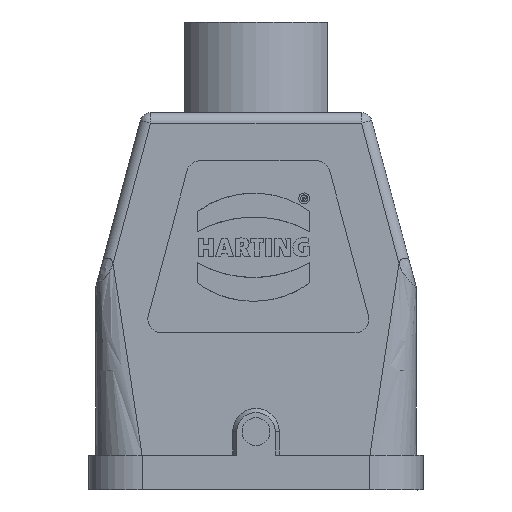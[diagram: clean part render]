
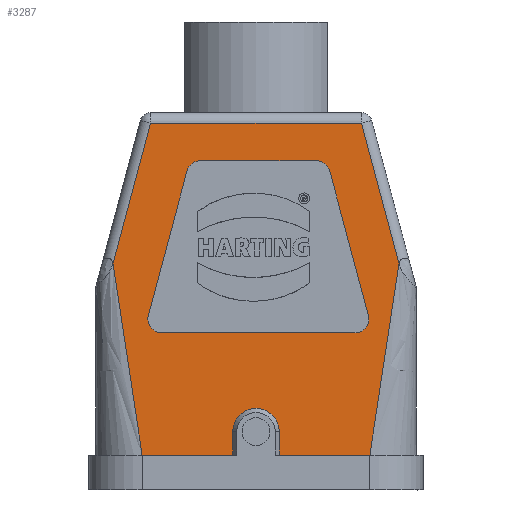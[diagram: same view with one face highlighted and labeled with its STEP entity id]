
A CAD part, front view. The second image highlights one B-rep face of the part: STEP entity #3287.
In plain terms, the highlighted planar face has unit normal (0, -1, 0).
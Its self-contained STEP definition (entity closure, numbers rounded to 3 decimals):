
#2129=LINE('',#10014,#2651);
#2132=LINE('',#10022,#2654);
#2135=LINE('',#10030,#2657);
#2137=LINE('',#10036,#2659);
#2138=LINE('',#10038,#2660);
#2237=LINE('',#10561,#2759);
#2251=LINE('',#11142,#2773);
#2253=LINE('',#11157,#2775);
#2257=LINE('',#11321,#2779);
#2275=LINE('',#11380,#2797);
#2276=LINE('',#11389,#2798);
#2277=LINE('',#11391,#2799);
#2278=LINE('',#11392,#2800);
#2651=VECTOR('',#8254,1.);
#2654=VECTOR('',#8263,1.);
#2657=VECTOR('',#8272,1.);
#2659=VECTOR('',#8280,1.);
#2660=VECTOR('',#8283,1.);
#2759=VECTOR('',#8610,1.);
#2773=VECTOR('',#8662,1.);
#2775=VECTOR('',#8670,1.);
#2779=VECTOR('',#8682,1.);
#2797=VECTOR('',#8720,1.);
#2798=VECTOR('',#8723,1.);
#2799=VECTOR('',#8724,1.);
#2800=VECTOR('',#8725,1.);
#3032=FACE_BOUND('',#4037,.T.);
#3033=FACE_BOUND('',#4038,.T.);
#3287=ADVANCED_FACE('',(#3032,#3033),#3487,.T.);
#3487=PLANE('',#7524);
#4037=EDGE_LOOP('',(#5212,#5213,#5214,#5215,#5216,#5217,#5218,#5219));
#4038=EDGE_LOOP('',(#5220,#5221,#5222,#5223,#5224,#5225,#5226,#5227,#5228,
#5229));
#5212=ORIENTED_EDGE('',*,*,#6387,.T.);
#5213=ORIENTED_EDGE('',*,*,#6374,.T.);
#5214=ORIENTED_EDGE('',*,*,#6376,.T.);
#5215=ORIENTED_EDGE('',*,*,#6378,.T.);
#5216=ORIENTED_EDGE('',*,*,#6380,.T.);
#5217=ORIENTED_EDGE('',*,*,#6382,.T.);
#5218=ORIENTED_EDGE('',*,*,#6384,.T.);
#5219=ORIENTED_EDGE('',*,*,#6386,.T.);
#5220=ORIENTED_EDGE('',*,*,#6617,.T.);
#5221=ORIENTED_EDGE('',*,*,#6549,.T.);
#5222=ORIENTED_EDGE('',*,*,#6583,.T.);
#5223=ORIENTED_EDGE('',*,*,#6587,.T.);
#5224=ORIENTED_EDGE('',*,*,#6595,.T.);
#5225=ORIENTED_EDGE('',*,*,#6619,.T.);
#5226=ORIENTED_EDGE('',*,*,#6620,.T.);
#5227=ORIENTED_EDGE('',*,*,#6392,.T.);
#5228=ORIENTED_EDGE('',*,*,#6388,.T.);
#5229=ORIENTED_EDGE('',*,*,#6621,.T.);
#5783=VERTEX_POINT('',#10007);
#5784=VERTEX_POINT('',#10009);
#5785=VERTEX_POINT('',#10013);
#5786=VERTEX_POINT('',#10017);
#5787=VERTEX_POINT('',#10021);
#5788=VERTEX_POINT('',#10025);
#5789=VERTEX_POINT('',#10029);
#5790=VERTEX_POINT('',#10033);
#5791=VERTEX_POINT('',#10039);
#5792=VERTEX_POINT('',#10040);
#5795=VERTEX_POINT('',#10048);
#5903=VERTEX_POINT('',#10553);
#5907=VERTEX_POINT('',#10562);
#5926=VERTEX_POINT('',#11141);
#5928=VERTEX_POINT('',#11156);
#5932=VERTEX_POINT('',#11320);
#5946=VERTEX_POINT('',#11381);
#5947=VERTEX_POINT('',#11390);
#6374=EDGE_CURVE('',#5783,#5784,#6786,.T.);
#6376=EDGE_CURVE('',#5784,#5785,#2129,.T.);
#6378=EDGE_CURVE('',#5785,#5786,#6787,.T.);
#6380=EDGE_CURVE('',#5786,#5787,#2132,.T.);
#6382=EDGE_CURVE('',#5787,#5788,#6788,.T.);
#6384=EDGE_CURVE('',#5788,#5789,#2135,.T.);
#6386=EDGE_CURVE('',#5789,#5790,#6789,.T.);
#6387=EDGE_CURVE('',#5790,#5783,#2137,.T.);
#6388=EDGE_CURVE('',#5791,#5792,#2138,.T.);
#6392=EDGE_CURVE('',#5795,#5791,#6790,.T.);
#6549=EDGE_CURVE('',#5907,#5903,#2237,.T.);
#6583=EDGE_CURVE('',#5903,#5926,#2251,.T.);
#6587=EDGE_CURVE('',#5926,#5928,#2253,.T.);
#6595=EDGE_CURVE('',#5928,#5932,#2257,.T.);
#6617=EDGE_CURVE('',#5946,#5907,#2275,.T.);
#6619=EDGE_CURVE('',#5932,#5947,#2276,.T.);
#6620=EDGE_CURVE('',#5947,#5795,#2277,.T.);
#6621=EDGE_CURVE('',#5792,#5946,#2278,.T.);
#6786=CIRCLE('',#7361,2.);
#6787=CIRCLE('',#7364,2.);
#6788=CIRCLE('',#7367,2.);
#6789=CIRCLE('',#7370,2.);
#6790=CIRCLE('',#7374,3.327);
#7361=AXIS2_PLACEMENT_3D('',#10010,#8249,#8250);
#7364=AXIS2_PLACEMENT_3D('',#10018,#8258,#8259);
#7367=AXIS2_PLACEMENT_3D('',#10026,#8267,#8268);
#7370=AXIS2_PLACEMENT_3D('',#10034,#8276,#8277);
#7374=AXIS2_PLACEMENT_3D('',#10047,#8289,#8290);
#7524=AXIS2_PLACEMENT_3D('',#11393,#8726,#8727);
#8249=DIRECTION('',(0.,1.,0.));
#8250=DIRECTION('',(0.,0.,-1.));
#8254=DIRECTION('',(0.259,0.,0.966));
#8258=DIRECTION('',(0.,1.,0.));
#8259=DIRECTION('',(-0.966,0.,0.259));
#8263=DIRECTION('',(1.,0.,0.));
#8267=DIRECTION('',(0.,1.,0.));
#8268=DIRECTION('',(0.,0.,1.));
#8272=DIRECTION('',(0.259,0.,-0.966));
#8276=DIRECTION('',(0.,1.,0.));
#8277=DIRECTION('',(0.966,0.,0.259));
#8280=DIRECTION('',(-1.,0.,0.));
#8283=DIRECTION('',(0.,0.,-1.));
#8289=DIRECTION('',(0.,1.,0.));
#8290=DIRECTION('',(-1.,0.,0.));
#8610=DIRECTION('',(-0.259,0.,0.966));
#8662=DIRECTION('',(-1.,0.,0.));
#8670=DIRECTION('',(-0.259,0.,-0.966));
#8682=DIRECTION('',(0.15,0.,-0.989));
#8720=DIRECTION('',(0.15,0.,0.989));
#8723=DIRECTION('',(1.,0.,0.));
#8724=DIRECTION('',(0.,0.,1.));
#8725=DIRECTION('',(1.,0.,0.));
#8726=DIRECTION('',(0.,-1.,0.));
#8727=DIRECTION('',(1.,0.,0.));
#10007=CARTESIAN_POINT('',(-13.476,-13.35,9.4));
#10009=CARTESIAN_POINT('',(-15.408,-13.35,11.918));
#10010=CARTESIAN_POINT('',(-13.476,-13.35,11.4));
#10013=CARTESIAN_POINT('',(-9.872,-13.35,32.576));
#10014=CARTESIAN_POINT('',(-15.408,-13.35,11.918));
#10017=CARTESIAN_POINT('',(-7.94,-13.35,34.059));
#10018=CARTESIAN_POINT('',(-7.94,-13.35,32.059));
#10021=CARTESIAN_POINT('',(8.62,-13.35,34.059));
#10022=CARTESIAN_POINT('',(-7.94,-13.35,34.059));
#10025=CARTESIAN_POINT('',(10.552,-13.35,32.576));
#10026=CARTESIAN_POINT('',(8.62,-13.35,32.059));
#10029=CARTESIAN_POINT('',(16.088,-13.35,11.918));
#10030=CARTESIAN_POINT('',(10.552,-13.35,32.576));
#10033=CARTESIAN_POINT('',(14.156,-13.35,9.4));
#10034=CARTESIAN_POINT('',(14.156,-13.35,11.4));
#10036=CARTESIAN_POINT('',(14.156,-13.35,9.4));
#10038=CARTESIAN_POINT('',(3.327,-13.35,-4.75));
#10039=CARTESIAN_POINT('',(3.327,-13.35,-4.75));
#10040=CARTESIAN_POINT('',(3.327,-13.35,-8.1));
#10047=CARTESIAN_POINT('',(0.,-13.35,-4.75));
#10048=CARTESIAN_POINT('',(-3.327,-13.35,-4.75));
#10553=CARTESIAN_POINT('',(15.1,-13.35,39.4));
#10561=CARTESIAN_POINT('',(20.474,-13.35,19.345));
#10562=CARTESIAN_POINT('',(20.474,-13.35,19.345));
#11141=CARTESIAN_POINT('',(-15.1,-13.35,39.4));
#11142=CARTESIAN_POINT('',(15.1,-13.35,39.4));
#11156=CARTESIAN_POINT('',(-20.474,-13.35,19.345));
#11157=CARTESIAN_POINT('',(-15.1,-13.35,39.4));
#11320=CARTESIAN_POINT('',(-16.3,-13.35,-8.1));
#11321=CARTESIAN_POINT('',(-20.474,-13.35,19.345));
#11380=CARTESIAN_POINT('',(16.3,-13.35,-8.1));
#11381=CARTESIAN_POINT('',(16.3,-13.35,-8.1));
#11389=CARTESIAN_POINT('',(-16.3,-13.35,-8.1));
#11390=CARTESIAN_POINT('',(-3.327,-13.35,-8.1));
#11391=CARTESIAN_POINT('',(-3.327,-13.35,-8.1));
#11392=CARTESIAN_POINT('',(3.327,-13.35,-8.1));
#11393=CARTESIAN_POINT('',(-24.198,-13.35,-9.7));
